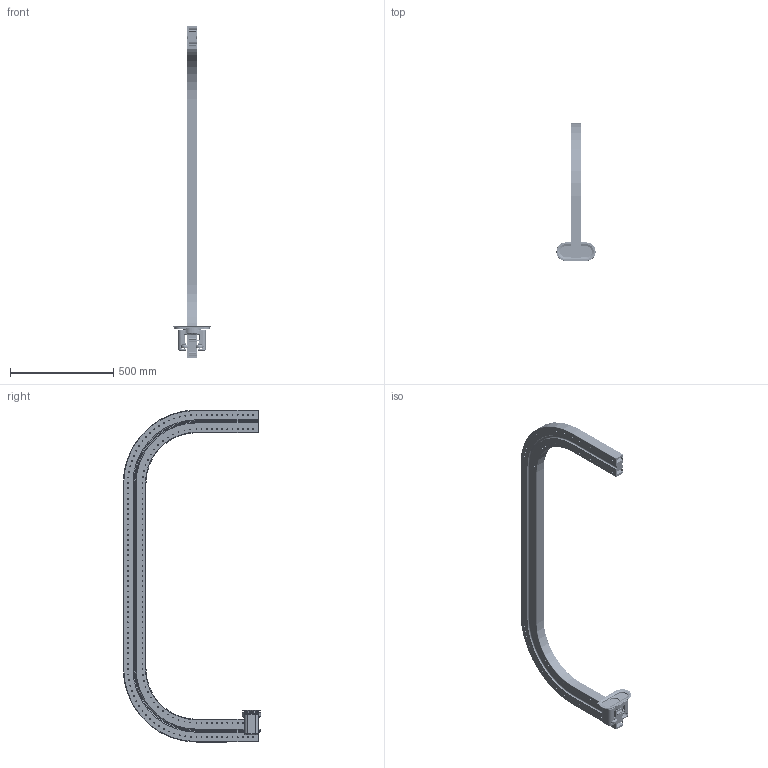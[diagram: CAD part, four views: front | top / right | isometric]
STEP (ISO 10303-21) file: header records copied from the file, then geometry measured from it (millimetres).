
FILE_DESCRIPTION(/* description */ ('','CAx-IF Rec.Pracs.---Representation and Presentation of Product Manufacturing Information (PMI)---4.0---2014-10-13'),/* implementation_level */ '2;1');
FILE_NAME(/* name */ 'SACMI DPA CARDBOARD POSITIONING SYSMEM.stp',/* time_stamp */ '2024-05-16T21:36:27-05:00',/* author */ ('zulet'),/* organization */ (''),/* preprocessor_version */ 'ST-DEVELOPER v20',/* originating_system */ 'Autodesk Inventor 2025',/* authorisation */ '');
FILE_SCHEMA (('AP242_MANAGED_MODEL_BASED_3D_ENGINEERING_MIM_LF { 1 0 10303 442 1 1 4 }'));
Length unit declared in the file: millimetre
Products named in the file (4): SACMI DPA CARDBOARD POSITIONING SYSMEM; SACMI DPA C-RAIL; SCAMI D-PA C-RAIL ROLLER; SACMI DPA C-RAIL GRIP
Assembly tree (186 placements, depth 2):
  SACMI DPA CARDBOARD POSITIONING SYSMEM
    SACMI DPA C-RAIL
    SCAMI D-PA C-RAIL ROLLER  x184
    SACMI DPA C-RAIL GRIP
Bounding box: 190 x 667 x 1610 mm (x, y, z)
Volume: 10117341 mm3; surface area: 1649303.7 mm2
Topology: 190 solids, 190 shells, 2711 faces, 5038 edges, 3074 vertices
Faces by surface type: cylinder 1048, plane 861, torus 788, bspline 8, cone 6
Full cylindrical faces by diameter (mm): 4 x742, 7 x184, 35 x3, 46 x1, 70 x2, 90 x1
Entity records: 28343 total; most frequent: CARTESIAN_POINT 5487, DIRECTION 4887, ORIENTED_EDGE 3846, AXIS2_PLACEMENT_3D 2043, EDGE_CURVE 1923, EDGE_LOOP 1445, VERTEX_POINT 1244, CIRCLE 1120
